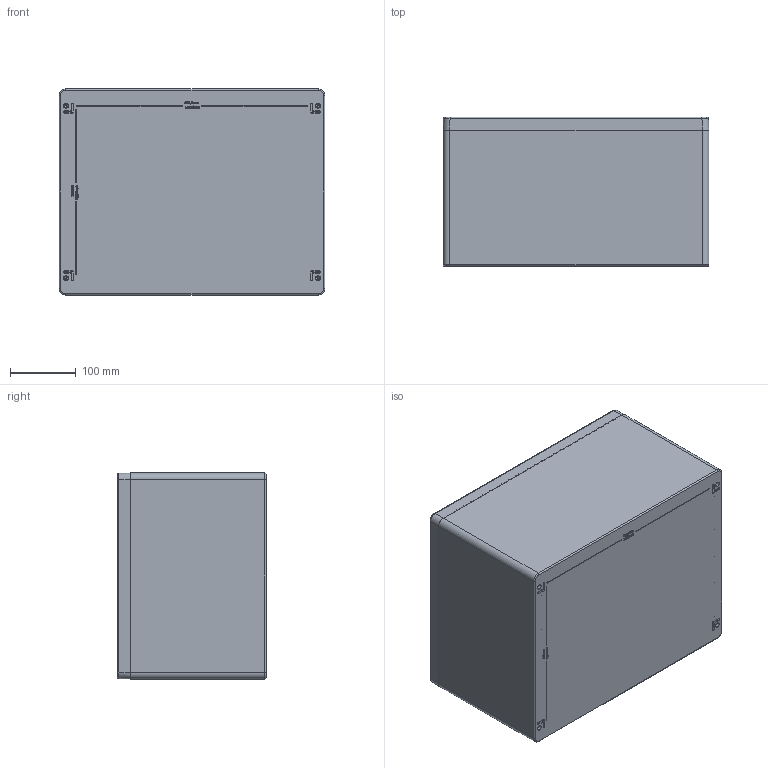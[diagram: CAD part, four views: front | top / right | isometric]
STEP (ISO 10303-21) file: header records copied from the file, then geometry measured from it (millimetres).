
FILE_DESCRIPTION (( 'STEP AP214' ), '1' );
FILE_NAME ('01314023.STEP', '2009-03-10T09:22:51', ( ' ' ), ( '' ), 'SwSTEP 2.0', 'SolidWorks 2008', '' );
FILE_SCHEMA (( 'AUTOMOTIVE_DESIGN' ));
Length unit declared in the file: millimetre
Products named in the file (5): 01314023; 03713_Standard; 93134_Standard; 02071_Standard; 82008_Standard
Assembly tree (7 placements, depth 2):
  01314023
    82008_Standard
    93134_Standard  x4
    02071_Standard
    03713_Standard
Bounding box: 404 x 227 x 313 mm (x, y, z)
Volume: 3707293.9 mm3; surface area: 1162352.4 mm2
Topology: 7 solids, 7 shells, 1352 faces, 3338 edges, 2041 vertices
Faces by surface type: plane 435, bspline 412, cylinder 285, cone 136, torus 76, sphere 8
Entity records: 61003 total; most frequent: CARTESIAN_POINT 34534, ORIENTED_EDGE 6118, DIRECTION 4420, EDGE_CURVE 3059, VERTEX_POINT 1891, AXIS2_PLACEMENT_3D 1568, EDGE_LOOP 1358, VECTOR 1284
